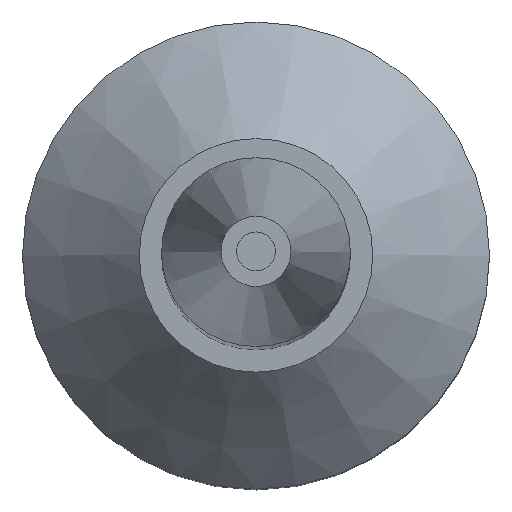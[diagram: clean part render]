
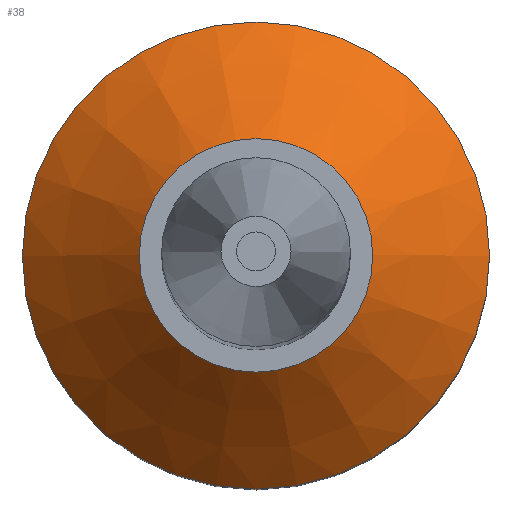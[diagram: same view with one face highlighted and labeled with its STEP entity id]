
A CAD part, top view. The second image highlights one B-rep face of the part: STEP entity #38.
In plain terms, the highlighted conical face has half-angle 45 degrees and reference radius 6 mm.
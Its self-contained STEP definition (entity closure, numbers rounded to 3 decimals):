
#38 = ADVANCED_FACE( '', ( #78, #79 ), #80, .T. );
#78 = FACE_BOUND( '', #123, .T. );
#79 = FACE_OUTER_BOUND( '', #124, .T. );
#80 = CONICAL_SURFACE( '', #125, 6., 0.785 );
#123 = EDGE_LOOP( '', ( #166 ) );
#124 = EDGE_LOOP( '', ( #167 ) );
#125 = AXIS2_PLACEMENT_3D( '', #168, #169, #170 );
#166 = ORIENTED_EDGE( '', *, *, #218, .F. );
#167 = ORIENTED_EDGE( '', *, *, #219, .F. );
#168 = CARTESIAN_POINT( '', ( 0., 0., 12.5 ) );
#169 = DIRECTION( '', ( 0., 0., -1. ) );
#170 = DIRECTION( '', ( -1., 0., 0. ) );
#218 = EDGE_CURVE( '', #240, #240, #241, .F. );
#219 = EDGE_CURVE( '', #242, #242, #243, .T. );
#240 = VERTEX_POINT( '', #268 );
#241 = CIRCLE( '', #269, 3. );
#242 = VERTEX_POINT( '', #270 );
#243 = CIRCLE( '', #271, 6. );
#268 = CARTESIAN_POINT( '', ( -3., 0., 15.5 ) );
#269 = AXIS2_PLACEMENT_3D( '', #296, #297, #298 );
#270 = CARTESIAN_POINT( '', ( -6., 0., 12.5 ) );
#271 = AXIS2_PLACEMENT_3D( '', #299, #300, #301 );
#296 = CARTESIAN_POINT( '', ( 0., 0., 15.5 ) );
#297 = DIRECTION( '', ( 0., 0., -1. ) );
#298 = DIRECTION( '', ( -1., 0., 0. ) );
#299 = CARTESIAN_POINT( '', ( 0., 0., 12.5 ) );
#300 = DIRECTION( '', ( 0., 0., -1. ) );
#301 = DIRECTION( '', ( -1., 0., 0. ) );
